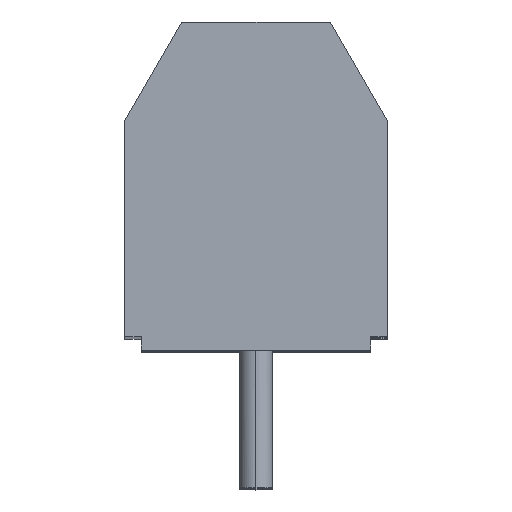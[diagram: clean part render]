
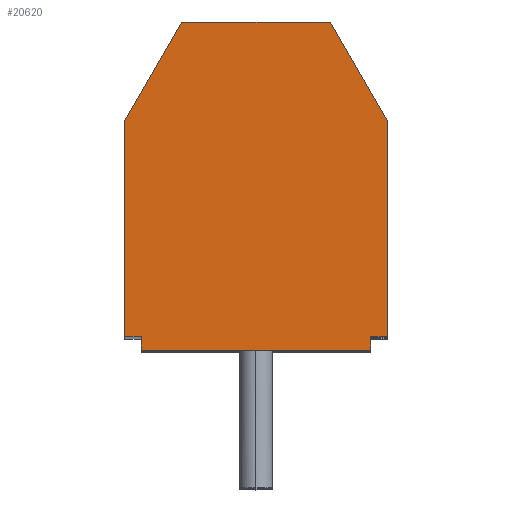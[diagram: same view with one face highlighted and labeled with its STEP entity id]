
A CAD part, top view. The second image highlights one B-rep face of the part: STEP entity #20620.
In plain terms, the highlighted planar face has unit normal (0, 0, 1).
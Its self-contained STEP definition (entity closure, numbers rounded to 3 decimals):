
#14305 = EDGE_CURVE('',#14306,#14308,#14310,.T.);
#14306 = VERTEX_POINT('',#14307);
#14307 = CARTESIAN_POINT('',(-3.062,-2.845,0.));
#14308 = VERTEX_POINT('',#14309);
#14309 = CARTESIAN_POINT('',(-3.062,-3.245,0.));
#14310 = LINE('',#14311,#14312);
#14311 = CARTESIAN_POINT('',(-3.062,-3.045,0.));
#14312 = VECTOR('',#14313,1.);
#14313 = DIRECTION('',(0.,-1.,0.));
#15607 = EDGE_CURVE('',#14306,#15608,#15610,.T.);
#15608 = VERTEX_POINT('',#15609);
#15609 = CARTESIAN_POINT('',(-3.562,-2.845,0.));
#15610 = LINE('',#15611,#15612);
#15611 = CARTESIAN_POINT('',(0.438,-2.845,0.));
#15612 = VECTOR('',#15613,1.);
#15613 = DIRECTION('',(-1.,0.,0.));
#18716 = VERTEX_POINT('',#18717);
#18717 = CARTESIAN_POINT('',(3.938,-3.245,0.));
#18723 = EDGE_CURVE('',#14308,#18716,#18724,.T.);
#18724 = LINE('',#18725,#18726);
#18725 = CARTESIAN_POINT('',(0.438,-3.245,0.));
#18726 = VECTOR('',#18727,1.);
#18727 = DIRECTION('',(1.,0.,0.));
#18741 = VERTEX_POINT('',#18742);
#18742 = CARTESIAN_POINT('',(3.938,-2.845,0.));
#18748 = EDGE_CURVE('',#18716,#18741,#18749,.T.);
#18749 = LINE('',#18750,#18751);
#18750 = CARTESIAN_POINT('',(3.938,1.755,0.));
#18751 = VECTOR('',#18752,1.);
#18752 = DIRECTION('',(0.,1.,0.));
#18763 = EDGE_CURVE('',#18741,#18764,#18766,.T.);
#18764 = VERTEX_POINT('',#18765);
#18765 = CARTESIAN_POINT('',(4.438,-2.845,0.));
#18766 = LINE('',#18767,#18768);
#18767 = CARTESIAN_POINT('',(0.438,-2.845,0.));
#18768 = VECTOR('',#18769,1.);
#18769 = DIRECTION('',(1.,0.,0.));
#18800 = VERTEX_POINT('',#18801);
#18801 = CARTESIAN_POINT('',(4.438,3.755,0.));
#18807 = EDGE_CURVE('',#18764,#18800,#18808,.T.);
#18808 = LINE('',#18809,#18810);
#18809 = CARTESIAN_POINT('',(4.438,1.755,0.));
#18810 = VECTOR('',#18811,1.);
#18811 = DIRECTION('',(0.,1.,0.));
#18884 = EDGE_CURVE('',#18885,#15608,#18887,.T.);
#18885 = VERTEX_POINT('',#18886);
#18886 = CARTESIAN_POINT('',(-3.562,3.755,0.));
#18887 = LINE('',#18888,#18889);
#18888 = CARTESIAN_POINT('',(-3.562,1.755,0.));
#18889 = VECTOR('',#18890,1.);
#18890 = DIRECTION('',(0.,-1.,0.));
#20540 = VERTEX_POINT('',#20541);
#20541 = CARTESIAN_POINT('',(2.706,6.755,0.));
#20549 = EDGE_CURVE('',#18800,#20540,#20550,.T.);
#20550 = LINE('',#20551,#20552);
#20551 = CARTESIAN_POINT('',(4.438,3.755,0.));
#20552 = VECTOR('',#20553,1.);
#20553 = DIRECTION('',(-0.5,0.866,0.));
#20601 = EDGE_CURVE('',#20602,#18885,#20604,.T.);
#20602 = VERTEX_POINT('',#20603);
#20603 = CARTESIAN_POINT('',(-1.83,6.755,0.));
#20604 = LINE('',#20605,#20606);
#20605 = CARTESIAN_POINT('',(-1.83,6.755,0.));
#20606 = VECTOR('',#20607,1.);
#20607 = DIRECTION('',(-0.5,-0.866,0.));
#20620 = ADVANCED_FACE('',(#20621),#20638,.T.);
#20621 = FACE_BOUND('',#20622,.T.);
#20622 = EDGE_LOOP('',(#20623,#20624,#20625,#20626,#20627,#20628,#20629,
    #20630,#20636,#20637));
#20623 = ORIENTED_EDGE('',*,*,#15607,.F.);
#20624 = ORIENTED_EDGE('',*,*,#14305,.T.);
#20625 = ORIENTED_EDGE('',*,*,#18723,.T.);
#20626 = ORIENTED_EDGE('',*,*,#18748,.T.);
#20627 = ORIENTED_EDGE('',*,*,#18763,.T.);
#20628 = ORIENTED_EDGE('',*,*,#18807,.T.);
#20629 = ORIENTED_EDGE('',*,*,#20549,.T.);
#20630 = ORIENTED_EDGE('',*,*,#20631,.F.);
#20631 = EDGE_CURVE('',#20602,#20540,#20632,.T.);
#20632 = LINE('',#20633,#20634);
#20633 = CARTESIAN_POINT('',(2.706,6.755,0.));
#20634 = VECTOR('',#20635,1.);
#20635 = DIRECTION('',(1.,0.,0.));
#20636 = ORIENTED_EDGE('',*,*,#20601,.T.);
#20637 = ORIENTED_EDGE('',*,*,#18884,.T.);
#20638 = PLANE('',#20639);
#20639 = AXIS2_PLACEMENT_3D('',#20640,#20641,#20642);
#20640 = CARTESIAN_POINT('',(-3.562,-3.245,0.));
#20641 = DIRECTION('',(0.,0.,1.));
#20642 = DIRECTION('',(1.,0.,-0.));
